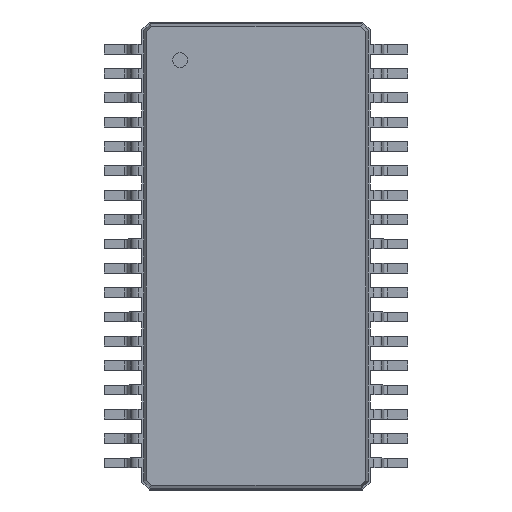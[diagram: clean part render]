
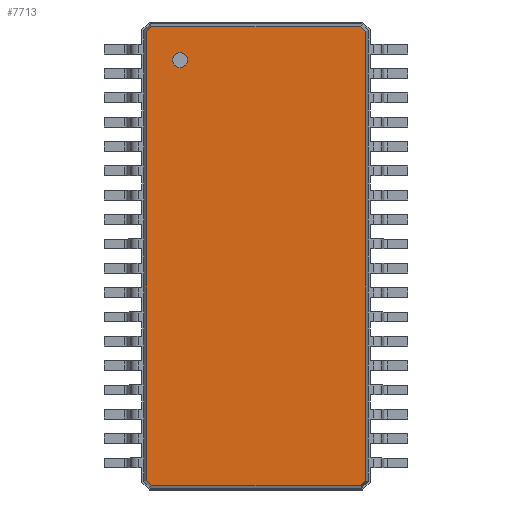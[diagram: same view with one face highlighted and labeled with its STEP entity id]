
A CAD part, top view. The second image highlights one B-rep face of the part: STEP entity #7713.
In plain terms, the highlighted planar face has unit normal (0, 0, 1).
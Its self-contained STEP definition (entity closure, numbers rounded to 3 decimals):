
#27=VECTOR('',#28,1.);
#28=DIRECTION('',(1.,0.,0.));
#51=VECTOR('',#52,1.);
#52=DIRECTION('',(0.707,-0.707,0.));
#58=VECTOR('',#59,1.);
#59=DIRECTION('',(0.,-1.,0.));
#65=VECTOR('',#66,1.);
#66=DIRECTION('',(-0.707,-0.707,0.));
#72=VECTOR('',#73,1.);
#73=DIRECTION('',(-1.,0.,0.));
#79=VECTOR('',#80,1.);
#80=DIRECTION('',(-0.707,0.707,0.));
#86=VECTOR('',#87,1.);
#87=DIRECTION('',(0.,1.,0.));
#91=VECTOR('',#92,1.);
#92=DIRECTION('',(0.707,0.707,0.));
#95=DIRECTION('',(0.,0.,-1.));
#2220=VERTEX_POINT('',#2221);
#2221=CARTESIAN_POINT('',(-2.929,5.989,1.2));
#2224=EDGE_CURVE('',#2225,#2220,#2227,.T.);
#2225=VERTEX_POINT('',#2226);
#2226=CARTESIAN_POINT('',(-2.929,-5.989,1.2));
#2227=LINE('',#2226,#86);
#2238=VERTEX_POINT('',#2239);
#2239=CARTESIAN_POINT('',(-2.789,6.129,1.2));
#2242=EDGE_CURVE('',#2220,#2238,#2243,.T.);
#2243=LINE('',#2221,#91);
#2252=VERTEX_POINT('',#2253);
#2253=CARTESIAN_POINT('',(2.789,6.129,1.2));
#2256=EDGE_CURVE('',#2238,#2252,#2257,.T.);
#2257=LINE('',#2239,#27);
#2266=VERTEX_POINT('',#2267);
#2267=CARTESIAN_POINT('',(2.929,5.989,1.2));
#2270=EDGE_CURVE('',#2252,#2266,#2271,.T.);
#2271=LINE('',#2253,#51);
#2424=VERTEX_POINT('',#2425);
#2425=CARTESIAN_POINT('',(2.929,-5.989,1.2));
#2428=EDGE_CURVE('',#2266,#2424,#2429,.T.);
#2429=LINE('',#2267,#58);
#7713=ADVANCED_FACE('',(#7714,#7734),#7744,.F.);
#7714=FACE_BOUND('',#7715,.F.);
#7715=EDGE_LOOP('',(#7716,#7717,#7718,#7719,#7724,#7729,#7732,#7733));
#7716=ORIENTED_EDGE('',*,*,#2256,.T.);
#7717=ORIENTED_EDGE('',*,*,#2270,.T.);
#7718=ORIENTED_EDGE('',*,*,#2428,.T.);
#7719=ORIENTED_EDGE('',*,*,#7720,.T.);
#7720=EDGE_CURVE('',#2424,#7721,#7723,.T.);
#7721=VERTEX_POINT('',#7722);
#7722=CARTESIAN_POINT('',(2.789,-6.129,1.2));
#7723=LINE('',#2425,#65);
#7724=ORIENTED_EDGE('',*,*,#7725,.T.);
#7725=EDGE_CURVE('',#7721,#7726,#7728,.T.);
#7726=VERTEX_POINT('',#7727);
#7727=CARTESIAN_POINT('',(-2.789,-6.129,1.2));
#7728=LINE('',#7722,#72);
#7729=ORIENTED_EDGE('',*,*,#7730,.T.);
#7730=EDGE_CURVE('',#7726,#2225,#7731,.T.);
#7731=LINE('',#7727,#79);
#7732=ORIENTED_EDGE('',*,*,#2224,.T.);
#7733=ORIENTED_EDGE('',*,*,#2242,.T.);
#7734=FACE_BOUND('',#7735,.F.);
#7735=EDGE_LOOP('',(#7736));
#7736=ORIENTED_EDGE('',*,*,#7737,.F.);
#7737=EDGE_CURVE('',#7738,#7738,#7740,.T.);
#7738=VERTEX_POINT('',#7739);
#7739=CARTESIAN_POINT('',(-2.029,5.029,1.2));
#7740=CIRCLE('',#7741,0.2);
#7741=AXIS2_PLACEMENT_3D('',#7742,#7743,#59);
#7742=CARTESIAN_POINT('',(-2.029,5.229,1.2));
#7743=DIRECTION('',(0.,-0.,-1.));
#7744=PLANE('',#7745);
#7745=AXIS2_PLACEMENT_3D('',#2239,#95,#7746);
#7746=DIRECTION('',(0.414,-0.91,0.));
